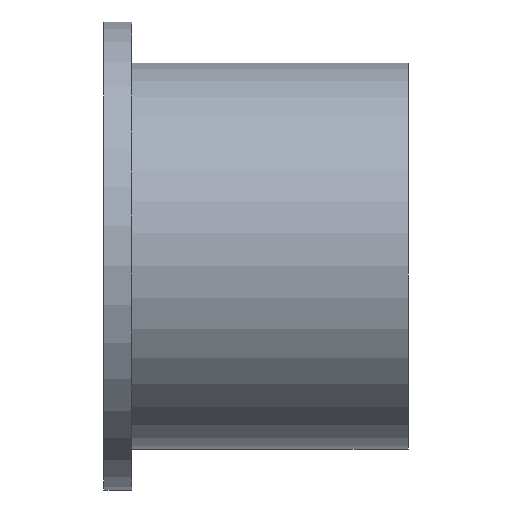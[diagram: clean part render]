
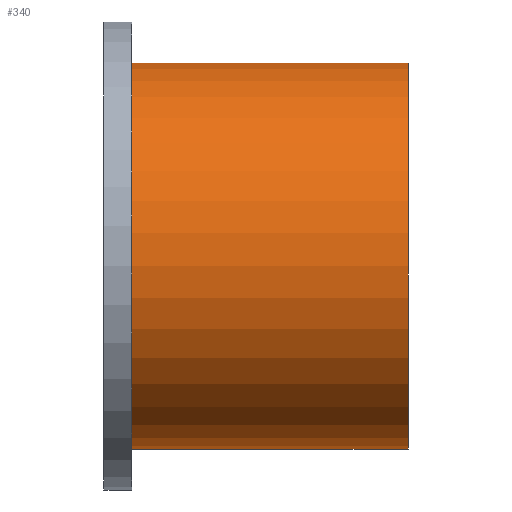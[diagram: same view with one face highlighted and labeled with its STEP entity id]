
A CAD part, left-side view. The second image highlights one B-rep face of the part: STEP entity #340.
In plain terms, the highlighted cylindrical face has radius 14 mm (diameter 28 mm), a partial arc.
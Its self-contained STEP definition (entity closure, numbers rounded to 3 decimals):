
#3 = VERTEX_POINT ( 'NONE', #184 ) ;
#5 = CARTESIAN_POINT ( 'NONE',  ( -1.5, 20., 13.919 ) ) ;
#8 = AXIS2_PLACEMENT_3D ( 'NONE', #70, #132, #305 ) ;
#18 = AXIS2_PLACEMENT_3D ( 'NONE', #59, #179, #218 ) ;
#21 = VECTOR ( 'NONE', #321, 1000. ) ;
#26 = EDGE_CURVE ( 'NONE', #152, #3, #47, .T. ) ;
#27 = CIRCLE ( 'NONE', #8, 14. ) ;
#28 = ORIENTED_EDGE ( 'NONE', *, *, #173, .T. ) ;
#36 = CARTESIAN_POINT ( 'NONE',  ( 0., 0., -14. ) ) ;
#47 = CIRCLE ( 'NONE', #18, 14. ) ;
#49 = EDGE_CURVE ( 'NONE', #272, #3, #221, .T. ) ;
#59 = CARTESIAN_POINT ( 'NONE',  ( 0., 0., 0. ) ) ;
#70 = CARTESIAN_POINT ( 'NONE',  ( 0., 20., 0. ) ) ;
#104 = ORIENTED_EDGE ( 'NONE', *, *, #26, .T. ) ;
#106 = CARTESIAN_POINT ( 'NONE',  ( 0., 20., -14. ) ) ;
#109 = DIRECTION ( 'NONE',  ( 0., -1., 0. ) ) ;
#118 = FACE_OUTER_BOUND ( 'NONE', #140, .T. ) ;
#132 = DIRECTION ( 'NONE',  ( 0., 1., 0. ) ) ;
#137 = CARTESIAN_POINT ( 'NONE',  ( -1.5, 20., 13.919 ) ) ;
#140 = EDGE_LOOP ( 'NONE', ( #350, #28, #104, #206 ) ) ;
#152 = VERTEX_POINT ( 'NONE', #36 ) ;
#161 = AXIS2_PLACEMENT_3D ( 'NONE', #283, #109, #313 ) ;
#173 = EDGE_CURVE ( 'NONE', #324, #152, #352, .T. ) ;
#179 = DIRECTION ( 'NONE',  ( 0., 1., 0. ) ) ;
#184 = CARTESIAN_POINT ( 'NONE',  ( -1.5, 0., 13.919 ) ) ;
#206 = ORIENTED_EDGE ( 'NONE', *, *, #49, .F. ) ;
#218 = DIRECTION ( 'NONE',  ( 0., 0., 1. ) ) ;
#221 = LINE ( 'NONE', #5, #21 ) ;
#259 = VECTOR ( 'NONE', #335, 1000. ) ;
#269 = CYLINDRICAL_SURFACE ( 'NONE', #161, 14. ) ;
#272 = VERTEX_POINT ( 'NONE', #137 ) ;
#283 = CARTESIAN_POINT ( 'NONE',  ( 0., 20., 0. ) ) ;
#305 = DIRECTION ( 'NONE',  ( 0., 0., 1. ) ) ;
#306 = EDGE_CURVE ( 'NONE', #324, #272, #27, .T. ) ;
#313 = DIRECTION ( 'NONE',  ( 0., 0., -1. ) ) ;
#321 = DIRECTION ( 'NONE',  ( 0., -1., 0. ) ) ;
#324 = VERTEX_POINT ( 'NONE', #106 ) ;
#335 = DIRECTION ( 'NONE',  ( 0., -1., 0. ) ) ;
#340 = ADVANCED_FACE ( 'NONE', ( #118 ), #269, .T. ) ;
#350 = ORIENTED_EDGE ( 'NONE', *, *, #306, .F. ) ;
#352 = LINE ( 'NONE', #361, #259 ) ;
#361 = CARTESIAN_POINT ( 'NONE',  ( 0., 20., -14. ) ) ;
